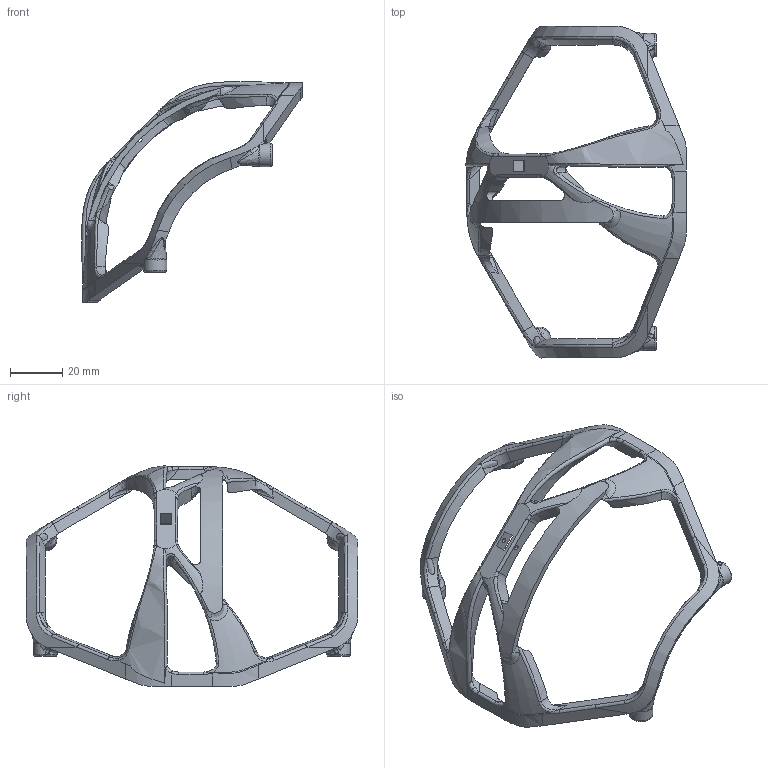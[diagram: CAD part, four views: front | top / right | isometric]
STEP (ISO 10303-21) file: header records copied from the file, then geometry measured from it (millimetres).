
FILE_DESCRIPTION (( 'STEP AP203' ), '1' );
FILE_NAME ('frame_shell4.STEP', '2024-12-09T09:46:23', ( '' ), ( '' ), 'SwSTEP 2.0', 'SolidWorks 2022', '' );
FILE_SCHEMA (( 'CONFIG_CONTROL_DESIGN' ));
Length unit declared in the file: millimetre
Products named in the file (1): frame_shell4
Bounding box: 84.48 x 127 x 84.48 mm (x, y, z)
Volume: 22525 mm3; surface area: 16768.2 mm2
Topology: 1 solids, 1 shells, 494 faces, 1340 edges, 832 vertices
Faces by surface type: bspline 252, cylinder 105, plane 85, torus 40, cone 12
Entity records: 31475 total; most frequent: CARTESIAN_POINT 21423, ORIENTED_EDGE 2668, EDGE_CURVE 1334, DIRECTION 1266, VERTEX_POINT 832, B_SPLINE_CURVE_WITH_KNOTS 770, EDGE_LOOP 508, AXIS2_PLACEMENT_3D 497
